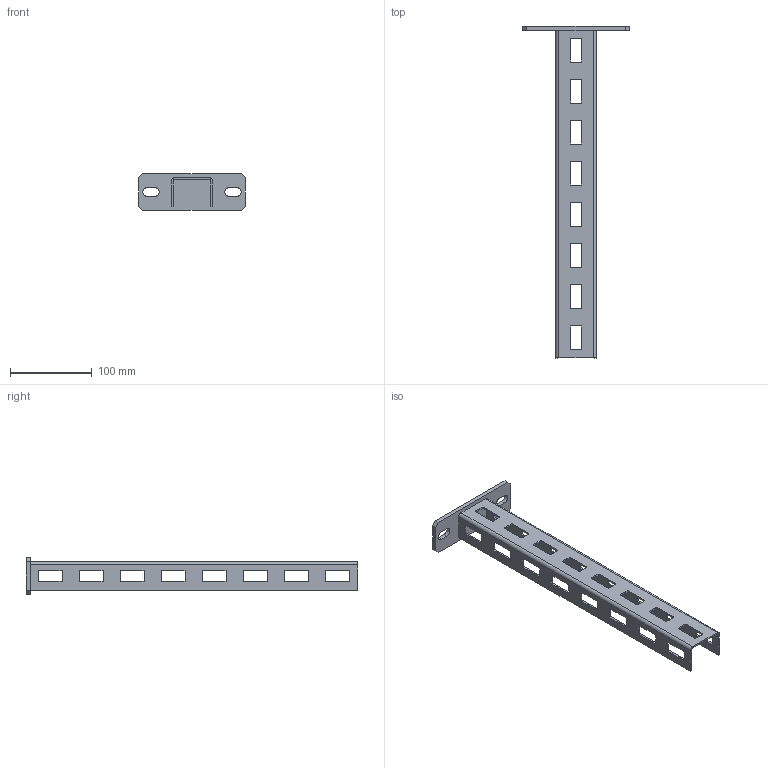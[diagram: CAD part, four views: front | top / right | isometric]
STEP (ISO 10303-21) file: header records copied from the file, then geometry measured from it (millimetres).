
FILE_DESCRIPTION((''),'2;1');
FILE_NAME('752004_ASM','2020-10-15T11:41:44',('tomas'),(''),'CREO PARAMETRIC BY PTC INC, 2019352','CREO PARAMETRIC BY PTC INC, 2019352','');
FILE_SCHEMA(('CONFIG_CONTROL_DESIGN'));
Length unit declared in the file: millimetre
Products named in the file (3): WPCB1_PRT; WPCB400_PRT; 752004_ASM
Assembly tree (2 placements, depth 2):
  752004_ASM
    WPCB1_PRT
    WPCB400_PRT
Bounding box: 130 x 405 x 45 mm (x, y, z)
Volume: 99120.7 mm3; surface area: 91201.2 mm2
Topology: 2 solids, 2 shells, 224 faces, 660 edges, 440 vertices
Faces by surface type: plane 120, cylinder 104
Entity records: 7704 total; most frequent: CARTESIAN_POINT 1329, DIRECTION 1326, ORIENTED_EDGE 1320, EDGE_CURVE 660, VECTOR 452, LINE 452, VERTEX_POINT 440, AXIS2_PLACEMENT_3D 437
